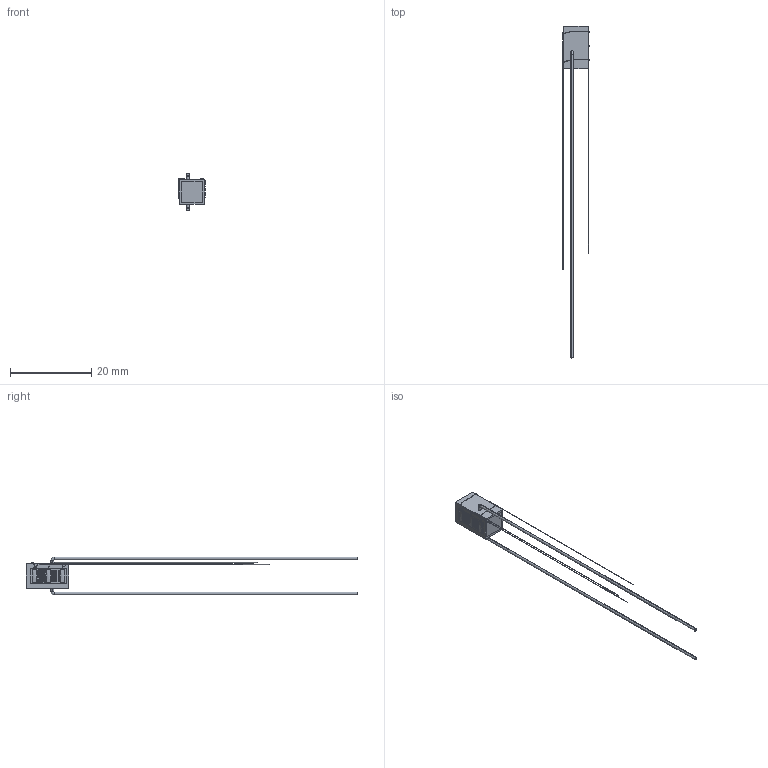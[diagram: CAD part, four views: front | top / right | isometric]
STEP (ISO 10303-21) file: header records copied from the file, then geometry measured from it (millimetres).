
FILE_DESCRIPTION (( 'STEP AP214' ), '1' );
FILE_NAME ('CTN016916-E0W.STEP', '2021-03-24T06:33:38', ( '' ), ( '' ), 'SwSTEP 2.0', 'SolidWorks 2018', '' );
FILE_SCHEMA (( 'AUTOMOTIVE_DESIGN' ));
Length unit declared in the file: millimetre
Products named in the file (1): CTN016916-E0W
Bounding box: 6.61 x 81.95 x 9.38 mm (x, y, z)
Volume: 443.5 mm3; surface area: 731.3 mm2
Topology: 2 solids, 2 shells, 186 faces, 494 edges, 322 vertices
Faces by surface type: plane 69, cylinder 65, torus 42, bspline 10
Entity records: 10525 total; most frequent: CARTESIAN_POINT 4339, DIRECTION 1010, ORIENTED_EDGE 988, EDGE_CURVE 494, AXIS2_PLACEMENT_3D 393, VERTEX_POINT 322, VECTOR 224, LINE 224
